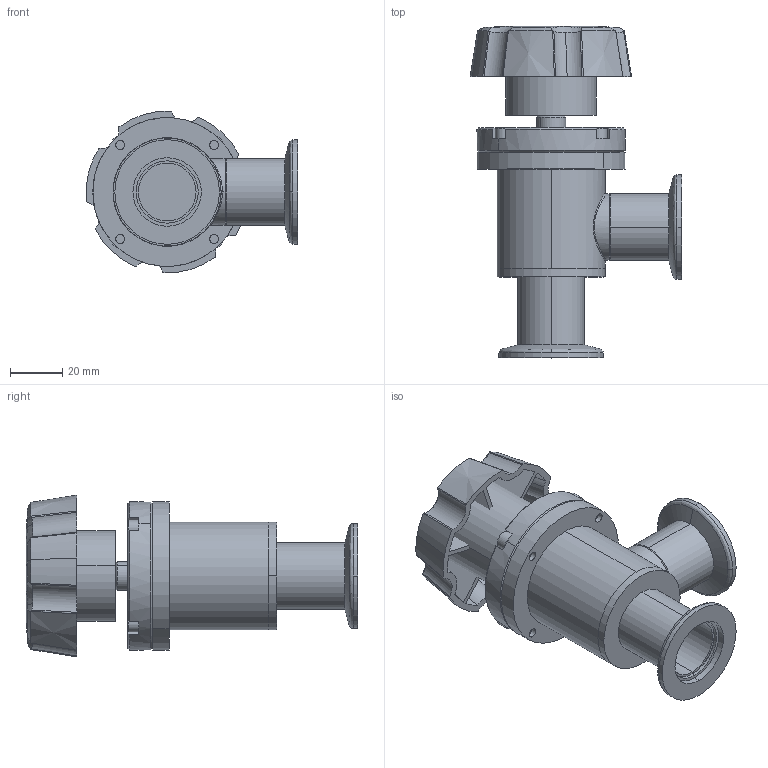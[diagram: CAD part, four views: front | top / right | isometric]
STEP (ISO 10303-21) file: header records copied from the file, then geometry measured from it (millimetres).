
FILE_DESCRIPTION (( 'STEP AP203' ), '1' );
FILE_NAME ('ESV-S03100.STEP', '2020-12-17T14:58:51', ( '' ), ( '' ), 'SwSTEP 2.0', 'SolidWorks 2020', '' );
FILE_SCHEMA (( 'CONFIG_CONTROL_DESIGN' ));
Length unit declared in the file: inch
Products named in the file (1): ESV-S03100
Bounding box: 80.98 x 126.96 x 61.92 mm (x, y, z)
Volume: 109099.2 mm3; surface area: 123501.6 mm2
Topology: 21 solids, 21 shells, 1074 faces, 2357 edges, 1361 vertices
Faces by surface type: cone 488, cylinder 365, plane 177, torus 25, bspline 19
Entity records: 36383 total; most frequent: CARTESIAN_POINT 13286, DIRECTION 4869, ORIENTED_EDGE 4714, EDGE_CURVE 2357, AXIS2_PLACEMENT_3D 1958, VERTEX_POINT 1361, EDGE_LOOP 1156, ADVANCED_FACE 1074
